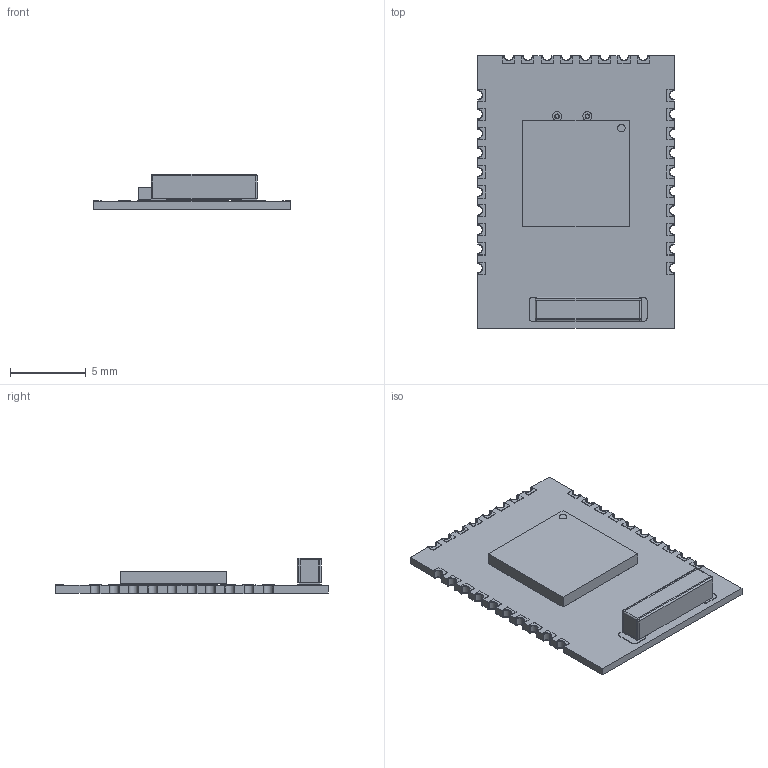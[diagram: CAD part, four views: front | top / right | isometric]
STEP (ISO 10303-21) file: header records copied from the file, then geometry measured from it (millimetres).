
FILE_DESCRIPTION(('KiCad electronic assembly'),'2;1');
FILE_NAME('E73-2G4M08S1C.step','2025-09-14T21:13:55',('Pcbnew'),('Kicad' ),'Open CASCADE STEP processor 7.9','KiCad to STEP converter', 'Unknown');
FILE_SCHEMA(('AUTOMOTIVE_DESIGN { 1 0 10303 214 1 1 1 1 }'));
Length unit declared in the file: millimetre
Products named in the file (7): E73-2G4M08S1C 1; Nordic_AQFN-73-1EP_7x7mm_P0.5mm; Pulse_W3000; ebyte_e71_copper; ebyte_e71_pad; ebyte_e71_via; ebyte_e71_PCB
Assembly tree (6 placements, depth 2):
  E73-2G4M08S1C 1
    Nordic_AQFN-73-1EP_7x7mm_P0.5mm
    Pulse_W3000
    ebyte_e71_copper
    ebyte_e71_pad
    ebyte_e71_via
    ebyte_e71_PCB
Bounding box: 13 x 18 x 2.34 mm (x, y, z)
Volume: 178.8 mm3; surface area: 861.7 mm2
Topology: 186 solids, 186 shells, 1359 faces, 2720 edges, 1804 vertices
Faces by surface type: plane 1000, cylinder 355, sphere 4
Full cylindrical faces by diameter (mm): 0.25 x148, 0.275 x4, 0.3 x2, 0.5 x1
Entity records: 37597 total; most frequent: DIRECTION 6158, CARTESIAN_POINT 5886, ORIENTED_EDGE 5432, EDGE_CURVE 2716, AXIS2_PLACEMENT_3D 2076, LINE 2006, VECTOR 2006, VERTEX_POINT 1804
